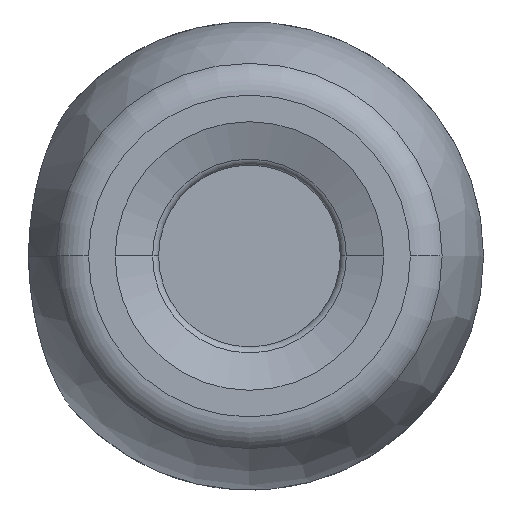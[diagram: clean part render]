
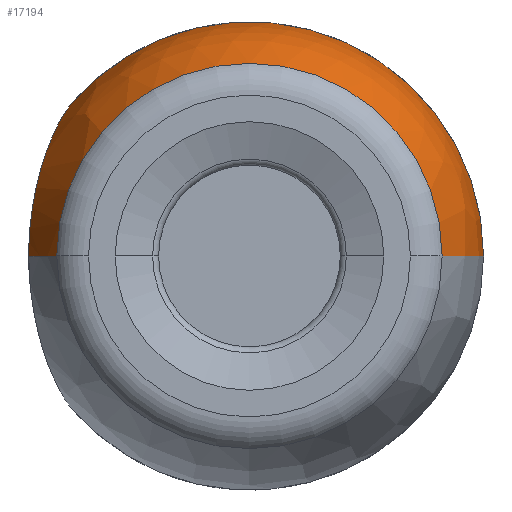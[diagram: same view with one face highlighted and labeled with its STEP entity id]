
A CAD part, left-side view. The second image highlights one B-rep face of the part: STEP entity #17194.
In plain terms, the highlighted free-form (B-spline) face has degree [3, 3] with [4, 7] control points.
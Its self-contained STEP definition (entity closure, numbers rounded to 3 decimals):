
#96 = CARTESIAN_POINT ( 'NONE',  ( -56.78, 12.123, -24.245 ) ) ;
#199 = VERTEX_POINT ( 'NONE', #20775 ) ;
#308 = CARTESIAN_POINT ( 'NONE',  ( -53.791, -12.9, 0. ) ) ;
#370 = CARTESIAN_POINT ( 'NONE',  ( -53.791, 12.9, 0. ) ) ;
#719 = CARTESIAN_POINT ( 'NONE',  ( -50.704, -12.9, 0. ) ) ;
#1225 = CARTESIAN_POINT ( 'NONE',  ( -50.704, 9.946, 8.215 ) ) ;
#1655 = EDGE_CURVE ( 'NONE', #12477, #199, #13023, .T. ) ;
#1804 = CARTESIAN_POINT ( 'NONE',  ( -56.78, 12.123, 24.245 ) ) ;
#2001 = CARTESIAN_POINT ( 'NONE',  ( -50.704, -12.9, -25.8 ) ) ;
#2315 = EDGE_LOOP ( 'NONE', ( #13937, #19794, #8591, #5098, #4960 ) ) ;
#2320 = CARTESIAN_POINT ( 'NONE',  ( -55.794, 12.165, 0. ) ) ;
#2449 = EDGE_CURVE ( 'NONE', #7525, #18282, #20052, .T. ) ;
#2789 = CARTESIAN_POINT ( 'NONE',  ( -55.762, 12.144, 0.888 ) ) ;
#2835 = AXIS2_PLACEMENT_3D ( 'NONE', #9430, #20840, #6305 ) ;
#3384 = CARTESIAN_POINT ( 'NONE',  ( -59.476, 10.618, 21.236 ) ) ;
#3459 = CARTESIAN_POINT ( 'NONE',  ( -59.476, -10.618, 0. ) ) ;
#3527 = CARTESIAN_POINT ( 'NONE',  ( -59.476, 10.618, -21.236 ) ) ;
#3722 =( BOUNDED_CURVE ( )  B_SPLINE_CURVE ( 3, ( #2320, #5629, #17002, #8905 ),
 .UNSPECIFIED., .F., .F. ) 
 B_SPLINE_CURVE_WITH_KNOTS ( ( 4, 4 ),
 ( 3.536, 6.283 ),
 .UNSPECIFIED. ) 
 CURVE ( )  GEOMETRIC_REPRESENTATION_ITEM ( )  RATIONAL_B_SPLINE_CURVE ( ( 0.984, 0.985, 0.991, 1. ) ) 
 REPRESENTATION_ITEM ( '' )  );
#3767 = CARTESIAN_POINT ( 'NONE',  ( -59.476, -10.618, 0. ) ) ;
#3953 = EDGE_CURVE ( 'NONE', #4154, #12477, #3722, .T. ) ;
#4154 = VERTEX_POINT ( 'NONE', #6507 ) ;
#4392 = CARTESIAN_POINT ( 'NONE',  ( -55.386, 11.903, 3.052 ) ) ;
#4469 = CARTESIAN_POINT ( 'NONE',  ( -55.792, 12.164, 0.195 ) ) ;
#4535 = CARTESIAN_POINT ( 'NONE',  ( -55.668, 12.082, 1.763 ) ) ;
#4576 = CARTESIAN_POINT ( 'NONE',  ( -59.476, 0., 0. ) ) ;
#4604 = CARTESIAN_POINT ( 'NONE',  ( -54.753, 11.531, 4.669 ) ) ;
#4960 = ORIENTED_EDGE ( 'NONE', *, *, #1655, .T. ) ;
#4973 = CARTESIAN_POINT ( 'NONE',  ( -53.791, 12.9, 0. ) ) ;
#5098 = ORIENTED_EDGE ( 'NONE', *, *, #3953, .T. ) ;
#5240 = CARTESIAN_POINT ( 'NONE',  ( -59.476, 10.618, 0. ) ) ;
#5629 = CARTESIAN_POINT ( 'NONE',  ( -57.079, 11.786, 0. ) ) ;
#6025 = AXIS2_PLACEMENT_3D ( 'NONE', #4576, #14498, #6289 ) ;
#6178 = CARTESIAN_POINT ( 'NONE',  ( -55.781, 12.157, 0.556 ) ) ;
#6251 = CARTESIAN_POINT ( 'NONE',  ( -53.589, 10.925, 6.463 ) ) ;
#6289 = DIRECTION ( 'NONE',  ( 0., 1., 0. ) ) ;
#6305 = DIRECTION ( 'NONE',  ( 0., 1., 0. ) ) ;
#6507 = CARTESIAN_POINT ( 'NONE',  ( -55.794, 12.165, 0. ) ) ;
#6629 = CARTESIAN_POINT ( 'NONE',  ( -53.791, -12.9, 25.8 ) ) ;
#6699 = CARTESIAN_POINT ( 'NONE',  ( -59.476, 10.618, 0. ) ) ;
#6819 = CARTESIAN_POINT ( 'NONE',  ( -50.704, 12.9, 25.8 ) ) ;
#7525 = VERTEX_POINT ( 'NONE', #18170 ) ;
#7685 = CARTESIAN_POINT ( 'NONE',  ( -55.256, 11.823, 3.472 ) ) ;
#7749 = CARTESIAN_POINT ( 'NONE',  ( -55.794, 12.165, 0.028 ) ) ;
#8125 = CARTESIAN_POINT ( 'NONE',  ( -50.704, -12.9, 0. ) ) ;
#8328 = CARTESIAN_POINT ( 'NONE',  ( -53.791, -12.9, 0. ) ) ;
#8444 = CARTESIAN_POINT ( 'NONE',  ( -53.791, 12.9, 25.8 ) ) ;
#8591 = ORIENTED_EDGE ( 'NONE', *, *, #19884, .T. ) ;
#8905 = CARTESIAN_POINT ( 'NONE',  ( -59.476, 10.618, 0. ) ) ;
#9149 = CARTESIAN_POINT ( 'NONE',  ( -55.794, 12.165, 0. ) ) ;
#9225 = CARTESIAN_POINT ( 'NONE',  ( -51.533, 10.146, 7.972 ) ) ;
#9304 = CARTESIAN_POINT ( 'NONE',  ( -55.794, 12.165, 0.012 ) ) ;
#9430 = CARTESIAN_POINT ( 'NONE',  ( -50.704, 0., 0. ) ) ;
#9594 = CARTESIAN_POINT ( 'NONE',  ( -50.704, 12.9, 0. ) ) ;
#10020 = CARTESIAN_POINT ( 'NONE',  ( -56.78, -12.123, -24.245 ) ) ;
#10926 = CARTESIAN_POINT ( 'NONE',  ( -54.656, 11.477, 4.859 ) ) ;
#11569 = CARTESIAN_POINT ( 'NONE',  ( -59.476, 10.618, 0. ) ) ;
#12477 = VERTEX_POINT ( 'NONE', #6699 ) ;
#12565 = CARTESIAN_POINT ( 'NONE',  ( -55.591, 12.033, 2.197 ) ) ;
#13023 = CIRCLE ( 'NONE', #6025, 10.618 ) ;
#13229 = CARTESIAN_POINT ( 'NONE',  ( -56.78, -12.123, 0. ) ) ;
#13426 = CARTESIAN_POINT ( 'NONE',  ( -53.791, 12.9, -25.8 ) ) ;
#13500 = FACE_OUTER_BOUND ( 'NONE', #2315, .T. ) ;
#13815 = B_SPLINE_CURVE_WITH_KNOTS ( 'NONE', 3,
 ( #1225, #9225, #14318, #6251, #17383, #10926, #4604, #19090, #20583, #7685, #4392, #12565, #4535, #15902, #2789, #6178, #20717, #4469, #17450, #17586, #7749, #9304, #9149 ),
 .UNSPECIFIED., .F., .F.,
 ( 4, 2, 2, 2, 2, 2, 2, 2, 1, 1, 1, 2, 4 ),
 ( 0., 0.125, 0.25, 0.281, 0.312, 0.375, 0.437, 0.469, 0.484, 0.492, 0.496, 0.498, 0.5 ),
 .UNSPECIFIED. ) ;
#13937 = ORIENTED_EDGE ( 'NONE', *, *, #19212, .F. ) ;
#14318 = CARTESIAN_POINT ( 'NONE',  ( -52.29, 10.401, 7.556 ) ) ;
#14498 = DIRECTION ( 'NONE',  ( 1., 0., 0. ) ) ;
#14690 = CARTESIAN_POINT ( 'NONE',  ( -50.704, 12.9, 0. ) ) ;
#14901 = CARTESIAN_POINT ( 'NONE',  ( -56.78, -12.123, 24.245 ) ) ;
#14971 = CARTESIAN_POINT ( 'NONE',  ( -56.78, 12.123, 0. ) ) ;
#15902 = CARTESIAN_POINT ( 'NONE',  ( -55.743, 12.132, 1.108 ) ) ;
#16342 = CARTESIAN_POINT ( 'NONE',  ( -50.704, -12.9, 25.8 ) ) ;
#16481 = CARTESIAN_POINT ( 'NONE',  ( -59.476, -10.618, -21.236 ) ) ;
#16857 = CARTESIAN_POINT ( 'NONE',  ( -56.78, -12.123, 0. ) ) ;
#17002 = CARTESIAN_POINT ( 'NONE',  ( -58.312, 11.268, 0. ) ) ;
#17194 = ADVANCED_FACE ( 'NONE', ( #13500 ), #18554, .T. ) ;
#17383 = CARTESIAN_POINT ( 'NONE',  ( -54.124, 11.19, 5.795 ) ) ;
#17450 = CARTESIAN_POINT ( 'NONE',  ( -55.793, 12.165, 0.098 ) ) ;
#17586 = CARTESIAN_POINT ( 'NONE',  ( -55.793, 12.165, 0.056 ) ) ;
#17729 =( BOUNDED_CURVE ( )  B_SPLINE_CURVE ( 3, ( #8125, #8328, #16857, #3767 ),
 .UNSPECIFIED., .F., .T. ) 
 B_SPLINE_CURVE_WITH_KNOTS ( ( 4, 4 ),
 ( 0., 6.283 ),
 .UNSPECIFIED. ) 
 CURVE ( )  GEOMETRIC_REPRESENTATION_ITEM ( )  RATIONAL_B_SPLINE_CURVE ( ( 1., 0.979, 0.979, 1. ) ) 
 REPRESENTATION_ITEM ( '' )  );
#17951 = CARTESIAN_POINT ( 'NONE',  ( -56.78, 12.123, 0. ) ) ;
#18091 = CARTESIAN_POINT ( 'NONE',  ( -59.476, -10.618, 21.236 ) ) ;
#18167 = CARTESIAN_POINT ( 'NONE',  ( -50.704, -12.9, 0. ) ) ;
#18170 = CARTESIAN_POINT ( 'NONE',  ( -50.704, 9.946, 8.215 ) ) ;
#18228 = CARTESIAN_POINT ( 'NONE',  ( -50.704, 12.9, -25.8 ) ) ;
#18282 = VERTEX_POINT ( 'NONE', #719 ) ;
#18554 =( BOUNDED_SURFACE ( )  B_SPLINE_SURFACE ( 3, 3, ( 
 ( #9594, #6819, #16342, #18167, #2001, #18228, #14690 ),
 ( #4973, #8444, #6629, #308, #19737, #13426, #370 ),
 ( #14971, #1804, #14901, #13229, #10020, #96, #17951 ),
 ( #11569, #3384, #18091, #3459, #16481, #3527, #5240 ) ),
 .UNSPECIFIED., .F., .T., .T. ) 
 B_SPLINE_SURFACE_WITH_KNOTS ( ( 4, 4 ),
 ( 4, 3, 4 ),
 ( 0., 6.283 ),
 ( -0.509, -0.255, 0. ),
 .UNSPECIFIED. ) 
 GEOMETRIC_REPRESENTATION_ITEM ( )  RATIONAL_B_SPLINE_SURFACE ( (
 ( 1., 0.333, 0.333, 1., 0.333, 0.333, 1.),
 ( 0.979, 0.326, 0.326, 0.979, 0.326, 0.326, 0.979),
 ( 0.979, 0.326, 0.326, 0.979, 0.326, 0.326, 0.979),
 ( 1., 0.333, 0.333, 1., 0.333, 0.333, 1.) ) ) 
 REPRESENTATION_ITEM ( '' )  SURFACE ( )  );
#19090 = CARTESIAN_POINT ( 'NONE',  ( -54.937, 11.635, 4.279 ) ) ;
#19212 = EDGE_CURVE ( 'NONE', #18282, #199, #17729, .T. ) ;
#19737 = CARTESIAN_POINT ( 'NONE',  ( -53.791, -12.9, -25.8 ) ) ;
#19794 = ORIENTED_EDGE ( 'NONE', *, *, #2449, .F. ) ;
#19884 = EDGE_CURVE ( 'NONE', #7525, #4154, #13815, .T. ) ;
#20052 = CIRCLE ( 'NONE', #2835, 12.9 ) ;
#20583 = CARTESIAN_POINT ( 'NONE',  ( -55.022, 11.684, 4.08 ) ) ;
#20717 = CARTESIAN_POINT ( 'NONE',  ( -55.788, 12.162, 0.39 ) ) ;
#20775 = CARTESIAN_POINT ( 'NONE',  ( -59.476, -10.618, 0. ) ) ;
#20840 = DIRECTION ( 'NONE',  ( 1., 0., 0. ) ) ;
